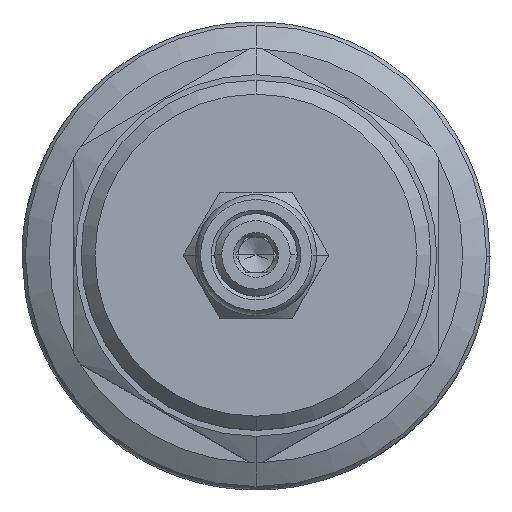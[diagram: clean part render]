
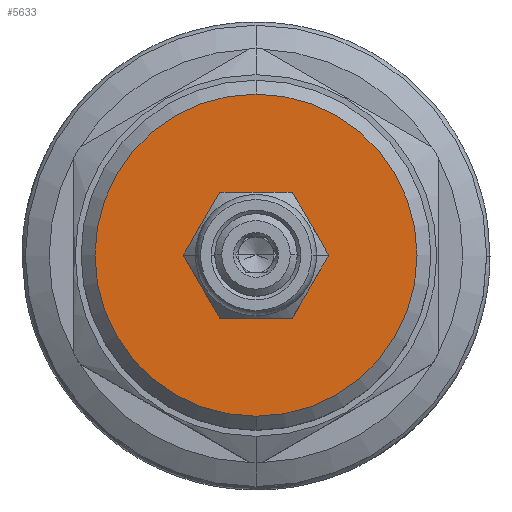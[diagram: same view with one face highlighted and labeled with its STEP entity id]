
A CAD part, top view. The second image highlights one B-rep face of the part: STEP entity #5633.
In plain terms, the highlighted planar face has unit normal (0, 0, 1).
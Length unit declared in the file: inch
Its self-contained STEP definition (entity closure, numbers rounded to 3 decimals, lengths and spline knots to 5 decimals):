
#360=CARTESIAN_POINT('',(0.,0.,5.624));
#361=DIRECTION('',(0.,0.,1.));
#362=DIRECTION('',(-1.,0.,0.));
#363=AXIS2_PLACEMENT_3D('',#360,#361,#362);
#365=CARTESIAN_POINT('',(0.,0.,5.624));
#366=DIRECTION('',(0.,0.,1.));
#367=DIRECTION('',(1.,0.,0.));
#368=AXIS2_PLACEMENT_3D('',#365,#366,#367);
#370=CARTESIAN_POINT('',(0.,0.,5.624));
#371=DIRECTION('',(0.,0.,1.));
#372=DIRECTION('',(0.,-1.,0.));
#373=AXIS2_PLACEMENT_3D('',#370,#371,#372);
#388=CARTESIAN_POINT('',(0.,0.,5.624));
#389=DIRECTION('',(0.,0.,1.));
#390=DIRECTION('',(0.,1.,0.));
#391=AXIS2_PLACEMENT_3D('',#388,#389,#390);
#4951=CARTESIAN_POINT('',(0.,0.719,5.624));
#4952=CARTESIAN_POINT('',(0.,-0.719,5.624));
#4953=VERTEX_POINT('',#4951);
#4954=VERTEX_POINT('',#4952);
#5193=CARTESIAN_POINT('',(-0.271,0.,5.624));
#5194=CARTESIAN_POINT('',(0.271,0.,5.624));
#5195=VERTEX_POINT('',#5193);
#5196=VERTEX_POINT('',#5194);
#5617=CARTESIAN_POINT('',(0.,0.,5.624));
#5618=DIRECTION('',(0.,0.,1.));
#5619=DIRECTION('',(0.,1.,0.));
#5620=AXIS2_PLACEMENT_3D('',#5617,#5618,#5619);
#5621=PLANE('',#5620);
#5623=ORIENTED_EDGE('',*,*,#5622,.F.);
#5625=ORIENTED_EDGE('',*,*,#5624,.F.);
#5626=EDGE_LOOP('',(#5623,#5625));
#5627=FACE_OUTER_BOUND('',#5626,.F.);
#5629=ORIENTED_EDGE('',*,*,#5628,.T.);
#5630=ORIENTED_EDGE('',*,*,#5607,.T.);
#5631=EDGE_LOOP('',(#5629,#5630));
#5632=FACE_BOUND('',#5631,.F.);
#5633=ADVANCED_FACE('',(#5627,#5632),#5621,.T.);
#364=CIRCLE('',#363,0.271);
#369=CIRCLE('',#368,0.271);
#374=CIRCLE('',#373,0.719);
#392=CIRCLE('',#391,0.719);
#5607=EDGE_CURVE('',#5196,#5195,#369,.T.);
#5622=EDGE_CURVE('',#4954,#4953,#374,.T.);
#5624=EDGE_CURVE('',#4953,#4954,#392,.T.);
#5628=EDGE_CURVE('',#5195,#5196,#364,.T.);
